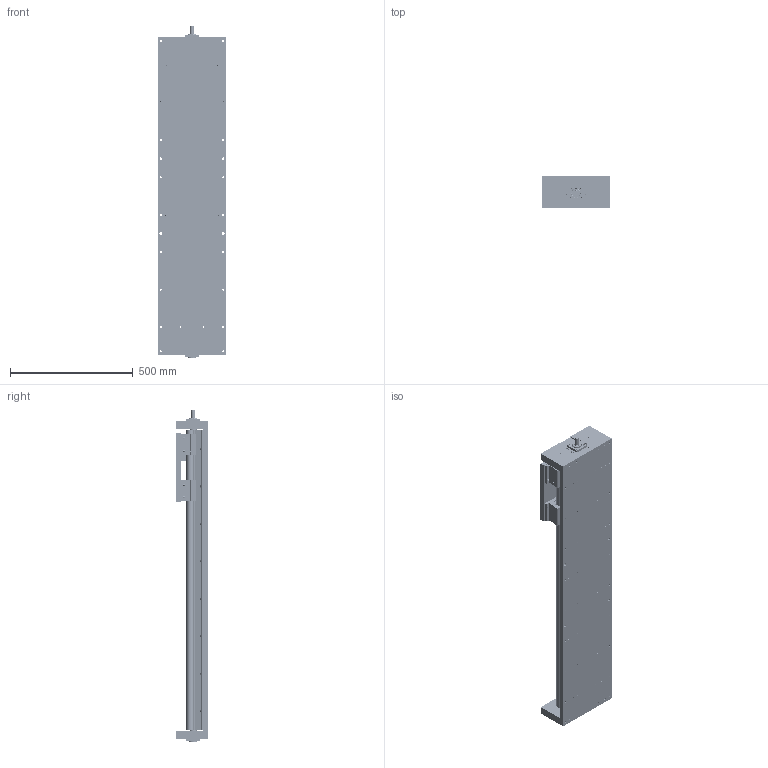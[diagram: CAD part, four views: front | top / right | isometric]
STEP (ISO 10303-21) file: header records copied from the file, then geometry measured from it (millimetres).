
FILE_DESCRIPTION (( 'STEP AP214' ), '1' );
FILE_NAME ('LinearSlide2_6ED29787ED.step', '2022-02-21T02:02:32', ( '' ), ( '' ), 'SwSTEP 2.0', 'SolidWorks 2019', '' );
FILE_SCHEMA (( 'AUTOMOTIVE_DESIGN' ));
Length unit declared in the file: inch
Products named in the file (5): FLPkTrCQ7Q_CADModel_0; LinearSlide2_6ED29787ED; FLPkTrCQ7Q_CADModel_1
Assembly tree (2 placements, depth 2):
  LinearSlide2_6ED29787ED
    FLPkTrCQ7Q_CADModel_1
    FLPkTrCQ7Q_CADModel_0
  FLPkTrCQ7Q_CADModel_0
  FLPkTrCQ7Q_CADModel_1
Bounding box: 279.4 x 130.18 x 1351.61 mm (x, y, z)
Volume: 16676909.8 mm3; surface area: 2653153 mm2
Topology: 151 solids, 153 shells, 4652 faces, 11618 edges, 7157 vertices
Faces by surface type: plane 1729, cylinder 1436, cone 1005, torus 306, sphere 160, bspline 16
Entity records: 205872 total; most frequent: CARTESIAN_POINT 33057, DIRECTION 23859, ORIENTED_EDGE 22380, EDGE_CURVE 11190, AXIS2_PLACEMENT_3D 9405, VERTEX_POINT 6969, EDGE_LOOP 5345, LINE 5049
